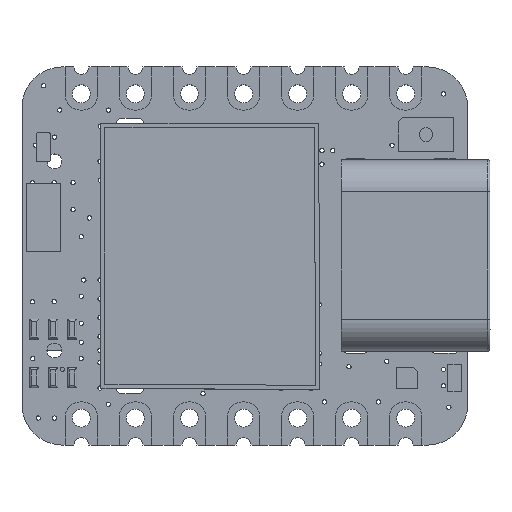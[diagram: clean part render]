
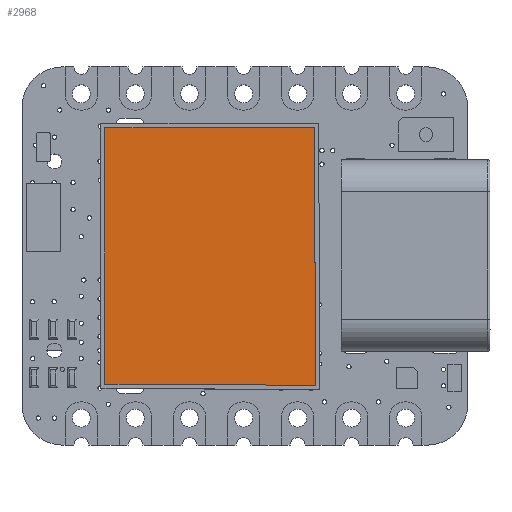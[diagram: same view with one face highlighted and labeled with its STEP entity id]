
A CAD part, top view. The second image highlights one B-rep face of the part: STEP entity #2968.
In plain terms, the highlighted planar face has unit normal (0, 0, 1).
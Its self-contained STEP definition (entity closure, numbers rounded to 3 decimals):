
#2760=CARTESIAN_POINT('',(9.8,4.151,2.305));
#2761=VERTEX_POINT('',#2760);
#2762=CARTESIAN_POINT('',(9.8,16.203,2.305));
#2763=VERTEX_POINT('',#2762);
#2764=CARTESIAN_POINT('',(9.8,4.151,2.305));
#2765=DIRECTION('',(0.,1.,0.));
#2766=VECTOR('',#2765,12.052);
#2767=LINE('',#2764,#2766);
#2768=EDGE_CURVE('',#2761,#2763,#2767,.T.);
#2800=CARTESIAN_POINT('',(19.699,4.101,2.305));
#2801=VERTEX_POINT('',#2800);
#2802=CARTESIAN_POINT('',(19.699,4.101,2.305));
#2803=DIRECTION('',(-1.,0.005,0.));
#2804=VECTOR('',#2803,9.899);
#2805=LINE('',#2802,#2804);
#2806=EDGE_CURVE('',#2801,#2761,#2805,.T.);
#2831=CARTESIAN_POINT('',(19.646,16.203,2.305));
#2832=VERTEX_POINT('',#2831);
#2833=CARTESIAN_POINT('',(19.646,16.203,2.305));
#2834=DIRECTION('',(0.004,-1.,0.));
#2835=VECTOR('',#2834,12.102);
#2836=LINE('',#2833,#2835);
#2837=EDGE_CURVE('',#2832,#2801,#2836,.T.);
#2862=CARTESIAN_POINT('',(9.846,16.203,2.305));
#2863=VERTEX_POINT('',#2862);
#2864=CARTESIAN_POINT('',(19.646,16.203,2.305));
#2865=DIRECTION('',(-1.,0.,0.));
#2866=VECTOR('',#2865,9.8);
#2867=LINE('',#2864,#2866);
#2868=EDGE_CURVE('',#2832,#2863,#2867,.T.);
#2893=CARTESIAN_POINT('',(9.846,16.203,2.305));
#2894=VERTEX_POINT('',#2893);
#2895=CARTESIAN_POINT('',(9.846,16.203,2.305));
#2896=DIRECTION('',(0.004,-1.,0.));
#2897=VECTOR('',#2896,0.);
#2898=LINE('',#2895,#2897);
#2899=EDGE_CURVE('',#2863,#2894,#2898,.T.);
#2924=CARTESIAN_POINT('',(9.8,16.203,2.305));
#2925=DIRECTION('',(1.,0.,-0.));
#2926=VECTOR('',#2925,0.046);
#2927=LINE('',#2924,#2926);
#2928=EDGE_CURVE('',#2763,#2894,#2927,.T.);
#2955=CARTESIAN_POINT('',(-57.6,-7.6,2.305));
#2956=DIRECTION('',(0.,0.,1.));
#2957=DIRECTION('',(1.,0.,0.));
#2958=AXIS2_PLACEMENT_3D('',#2955,#2956,#2957);
#2959=PLANE('',#2958);
#2960=ORIENTED_EDGE('',*,*,#2768,.F.);
#2961=ORIENTED_EDGE('',*,*,#2806,.F.);
#2962=ORIENTED_EDGE('',*,*,#2837,.F.);
#2963=ORIENTED_EDGE('',*,*,#2868,.T.);
#2964=ORIENTED_EDGE('',*,*,#2899,.T.);
#2965=ORIENTED_EDGE('',*,*,#2928,.F.);
#2966=EDGE_LOOP('',(#2960,#2961,#2962,#2963,#2964,#2965));
#2967=FACE_BOUND('',#2966,.T.);
#2968=ADVANCED_FACE('',(#2967),#2959,.T.);
